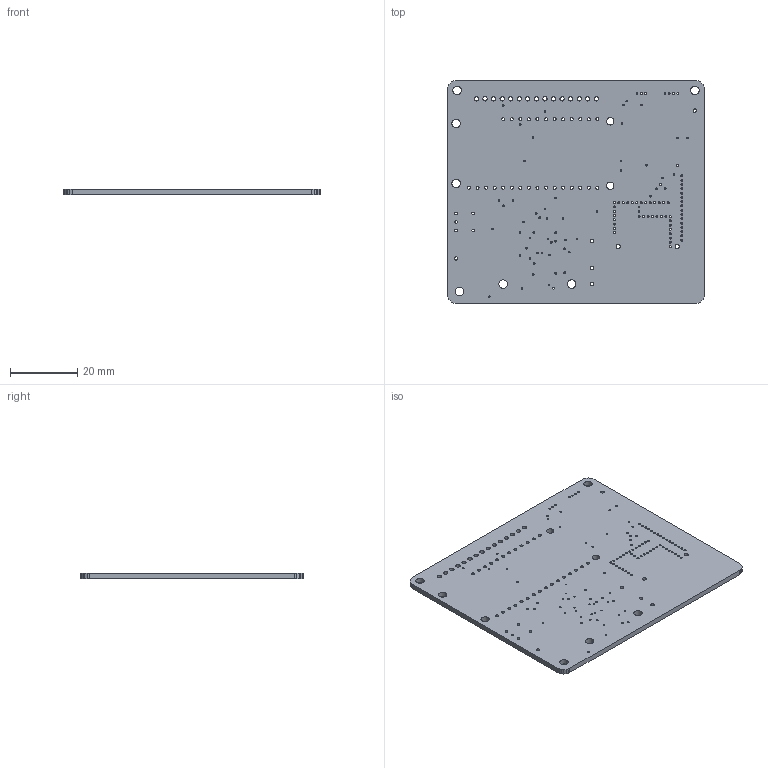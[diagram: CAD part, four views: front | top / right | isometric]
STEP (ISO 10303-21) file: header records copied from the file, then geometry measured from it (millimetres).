
FILE_DESCRIPTION(('for SolidWorks'),'2;1');
FILE_NAME('board_bare.step', '2022-12-04T13:34:21',('Emily'),(''),'Open CASCADE STEP processor 6.6' ,'DipTrace','Unknown');
FILE_SCHEMA(('AUTOMOTIVE_DESIGN { 1 0 10303 214 1 1 1 1 }'));
Length unit declared in the file: millimetre
Products named in the file (2): PCB_board_bare; Board_board_bare
Assembly tree (1 placements, depth 2):
  PCB_board_bare
    Board_board_bare
Bounding box: 76.2 x 66.04 x 1.59 mm (x, y, z)
Volume: 7806.1 mm3; surface area: 10972.2 mm2
Topology: 1 solids, 1 shells, 212 faces, 630 edges, 420 vertices
Faces by surface type: cylinder 182, plane 30
Full cylindrical faces by diameter (mm): 0.485 x58, 0.5 x9, 0.599 x51, 0.8 x5, 0.899 x28, 1.016 x5, 1.25 x2, 1.28 x15, 2.2 x2, 2.499 x2, 2.54 x5
Entity records: 8083 total; most frequent: DIRECTION 1422, CARTESIAN_POINT 1264, ORIENTED_EDGE 1260, EDGE_CURVE 630, AXIS2_PLACEMENT_3D 578, FACE_BOUND 576, EDGE_LOOP 576, VERTEX_POINT 420
